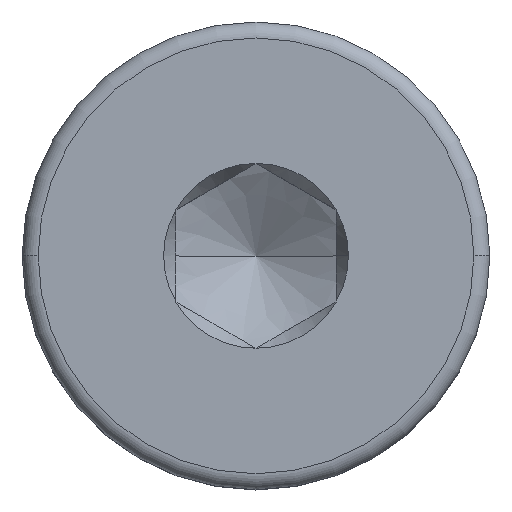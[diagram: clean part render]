
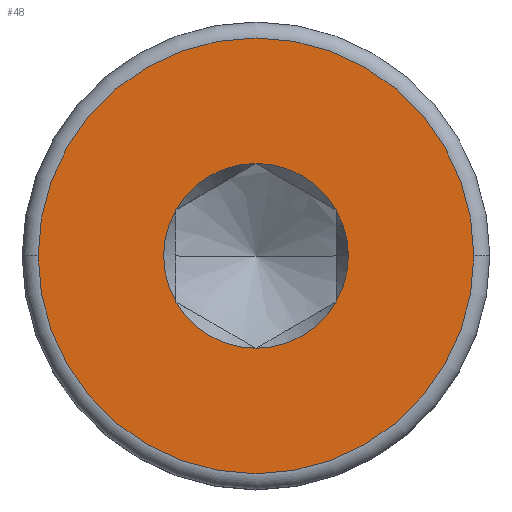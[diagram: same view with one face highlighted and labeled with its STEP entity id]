
A CAD part, top view. The second image highlights one B-rep face of the part: STEP entity #48.
In plain terms, the highlighted planar face has unit normal (0, 0, 1).
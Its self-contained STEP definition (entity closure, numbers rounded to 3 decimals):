
#12 = VERTEX_POINT ( 'NONE', #368 ) ;
#13 = VERTEX_POINT ( 'NONE', #367 ) ;
#14 = EDGE_CURVE ( 'NONE', #13, #12, #366, .T. ) ;
#48 = ADVANCED_FACE ( 'NONE', ( #411, #410 ), #406, .F. ) ;
#49 = EDGE_LOOP ( 'NONE', ( #50, #70 ) ) ;
#50 = ORIENTED_EDGE ( 'NONE', *, *, #69, .T. ) ;
#69 = EDGE_CURVE ( 'NONE', #12, #13, #268, .T. ) ;
#70 = ORIENTED_EDGE ( 'NONE', *, *, #14, .T. ) ;
#73 = VERTEX_POINT ( 'NONE', #279 ) ;
#78 = VERTEX_POINT ( 'NONE', #271 ) ;
#82 = VERTEX_POINT ( 'NONE', #295 ) ;
#83 = ORIENTED_EDGE ( 'NONE', *, *, #84, .T. ) ;
#84 = EDGE_CURVE ( 'NONE', #82, #85, #315, .T. ) ;
#85 = VERTEX_POINT ( 'NONE', #316 ) ;
#89 = EDGE_CURVE ( 'NONE', #73, #78, #305, .T. ) ;
#95 = ORIENTED_EDGE ( 'NONE', *, *, #96, .T. ) ;
#96 = EDGE_CURVE ( 'NONE', #85, #73, #291, .T. ) ;
#97 = ORIENTED_EDGE ( 'NONE', *, *, #89, .T. ) ;
#104 = EDGE_CURVE ( 'NONE', #105, #82, #445, .T. ) ;
#105 = VERTEX_POINT ( 'NONE', #440 ) ;
#106 = EDGE_LOOP ( 'NONE', ( #107, #83, #95, #97, #124, #110, #122 ) ) ;
#107 = ORIENTED_EDGE ( 'NONE', *, *, #104, .T. ) ;
#110 = ORIENTED_EDGE ( 'NONE', *, *, #111, .T. ) ;
#111 = EDGE_CURVE ( 'NONE', #121, #112, #435, .T. ) ;
#112 = VERTEX_POINT ( 'NONE', #430 ) ;
#120 = EDGE_CURVE ( 'NONE', #78, #121, #469, .T. ) ;
#121 = VERTEX_POINT ( 'NONE', #470 ) ;
#122 = ORIENTED_EDGE ( 'NONE', *, *, #123, .T. ) ;
#123 = EDGE_CURVE ( 'NONE', #112, #105, #464, .T. ) ;
#124 = ORIENTED_EDGE ( 'NONE', *, *, #120, .T. ) ;
#152 = CARTESIAN_POINT ( 'NONE',  ( 0., 0., 1.3 ) ) ;
#164 = DIRECTION ( 'NONE',  ( 0., 0., -1. ) ) ;
#257 = DIRECTION ( 'NONE',  ( 0., 0., 1. ) ) ;
#268 = CIRCLE ( 'NONE', #277, 1.77 ) ;
#269 = DIRECTION ( 'NONE',  ( -1., 0., 0. ) ) ;
#271 = CARTESIAN_POINT ( 'NONE',  ( 0.751, 0., 1.3 ) ) ;
#275 = CARTESIAN_POINT ( 'NONE',  ( 0., 0., 1.3 ) ) ;
#276 = DIRECTION ( 'NONE',  ( -1., 0., 0. ) ) ;
#277 = AXIS2_PLACEMENT_3D ( 'NONE', #275, #257, #276 ) ;
#279 = CARTESIAN_POINT ( 'NONE',  ( 0.65, 0.375, 1.3 ) ) ;
#291 = CIRCLE ( 'NONE', #318, 0.751 ) ;
#295 = CARTESIAN_POINT ( 'NONE',  ( -0.65, 0.375, 1.3 ) ) ;
#298 = CARTESIAN_POINT ( 'NONE',  ( 0., 0., 1.3 ) ) ;
#302 = DIRECTION ( 'NONE',  ( 0., 0., -1. ) ) ;
#303 = CARTESIAN_POINT ( 'NONE',  ( 0., 0., 1.3 ) ) ;
#304 = AXIS2_PLACEMENT_3D ( 'NONE', #303, #302, #310 ) ;
#305 = CIRCLE ( 'NONE', #304, 0.751 ) ;
#310 = DIRECTION ( 'NONE',  ( -1., 0., 0. ) ) ;
#312 = DIRECTION ( 'NONE',  ( -1., 0., 0. ) ) ;
#313 = DIRECTION ( 'NONE',  ( 0., 0., -1. ) ) ;
#314 = AXIS2_PLACEMENT_3D ( 'NONE', #298, #313, #312 ) ;
#315 = CIRCLE ( 'NONE', #314, 0.751 ) ;
#316 = CARTESIAN_POINT ( 'NONE',  ( 0., 0.751, 1.3 ) ) ;
#318 = AXIS2_PLACEMENT_3D ( 'NONE', #152, #164, #269 ) ;
#362 = DIRECTION ( 'NONE',  ( -1., 0., 0. ) ) ;
#363 = DIRECTION ( 'NONE',  ( 0., 0., 1. ) ) ;
#364 = CARTESIAN_POINT ( 'NONE',  ( 0., 0., 1.3 ) ) ;
#365 = AXIS2_PLACEMENT_3D ( 'NONE', #364, #363, #362 ) ;
#366 = CIRCLE ( 'NONE', #365, 1.77 ) ;
#367 = CARTESIAN_POINT ( 'NONE',  ( 1.77, 0., 1.3 ) ) ;
#368 = CARTESIAN_POINT ( 'NONE',  ( -1.77, 0., 1.3 ) ) ;
#402 = DIRECTION ( 'NONE',  ( -1., 0., 0. ) ) ;
#403 = DIRECTION ( 'NONE',  ( 0., 0., -1. ) ) ;
#404 = CARTESIAN_POINT ( 'NONE',  ( 0., 1.9, 1.3 ) ) ;
#405 = AXIS2_PLACEMENT_3D ( 'NONE', #404, #403, #402 ) ;
#406 = PLANE ( 'NONE',  #405 ) ;
#410 = FACE_BOUND ( 'NONE', #106, .T. ) ;
#411 = FACE_OUTER_BOUND ( 'NONE', #49, .T. ) ;
#430 = CARTESIAN_POINT ( 'NONE',  ( 0., -0.751, 1.3 ) ) ;
#431 = DIRECTION ( 'NONE',  ( -1., 0., 0. ) ) ;
#432 = DIRECTION ( 'NONE',  ( 0., 0., -1. ) ) ;
#433 = CARTESIAN_POINT ( 'NONE',  ( 0., 0., 1.3 ) ) ;
#434 = AXIS2_PLACEMENT_3D ( 'NONE', #433, #432, #431 ) ;
#435 = CIRCLE ( 'NONE', #434, 0.751 ) ;
#440 = CARTESIAN_POINT ( 'NONE',  ( -0.65, -0.375, 1.3 ) ) ;
#441 = DIRECTION ( 'NONE',  ( -1., 0., 0. ) ) ;
#442 = DIRECTION ( 'NONE',  ( 0., 0., -1. ) ) ;
#443 = CARTESIAN_POINT ( 'NONE',  ( 0., 0., 1.3 ) ) ;
#444 = AXIS2_PLACEMENT_3D ( 'NONE', #443, #442, #441 ) ;
#445 = CIRCLE ( 'NONE', #444, 0.751 ) ;
#460 = DIRECTION ( 'NONE',  ( -1., 0., 0. ) ) ;
#461 = DIRECTION ( 'NONE',  ( 0., 0., -1. ) ) ;
#462 = CARTESIAN_POINT ( 'NONE',  ( 0., 0., 1.3 ) ) ;
#463 = AXIS2_PLACEMENT_3D ( 'NONE', #462, #461, #460 ) ;
#464 = CIRCLE ( 'NONE', #463, 0.751 ) ;
#465 = DIRECTION ( 'NONE',  ( -1., 0., 0. ) ) ;
#466 = DIRECTION ( 'NONE',  ( 0., 0., -1. ) ) ;
#467 = CARTESIAN_POINT ( 'NONE',  ( 0., 0., 1.3 ) ) ;
#468 = AXIS2_PLACEMENT_3D ( 'NONE', #467, #466, #465 ) ;
#469 = CIRCLE ( 'NONE', #468, 0.751 ) ;
#470 = CARTESIAN_POINT ( 'NONE',  ( 0.65, -0.375, 1.3 ) ) ;
